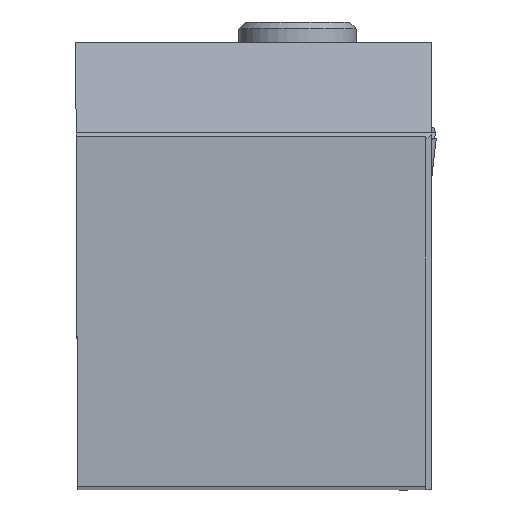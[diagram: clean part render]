
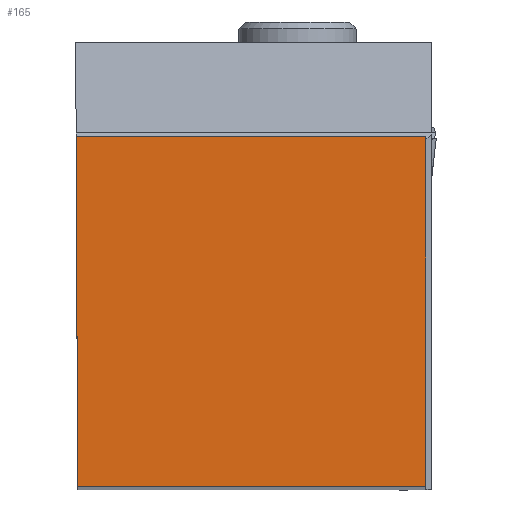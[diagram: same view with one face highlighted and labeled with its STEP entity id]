
A CAD part, top view. The second image highlights one B-rep face of the part: STEP entity #165.
In plain terms, the highlighted planar face has unit normal (0, 0, 1).
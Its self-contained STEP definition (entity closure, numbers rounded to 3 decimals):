
#165=ADVANCED_FACE('BLANK_BOXF006',(#273),#216,.F.);
#216=PLANE('',#1329);
#273=FACE_OUTER_BOUND('',#332,.T.);
#332=EDGE_LOOP('',(#586,#587,#588,#589));
#586=ORIENTED_EDGE('',*,*,#915,.T.);
#587=ORIENTED_EDGE('',*,*,#916,.T.);
#588=ORIENTED_EDGE('',*,*,#917,.T.);
#589=ORIENTED_EDGE('',*,*,#909,.T.);
#765=VERTEX_POINT('',#2201);
#766=VERTEX_POINT('',#2203);
#769=VERTEX_POINT('',#2214);
#770=VERTEX_POINT('',#2216);
#909=EDGE_CURVE('',#766,#765,#1040,.T.);
#915=EDGE_CURVE('',#765,#769,#1046,.T.);
#916=EDGE_CURVE('',#769,#770,#1047,.T.);
#917=EDGE_CURVE('',#770,#766,#1048,.T.);
#1040=LINE('',#2202,#1169);
#1046=LINE('',#2213,#1175);
#1047=LINE('',#2215,#1176);
#1048=LINE('',#2217,#1177);
#1169=VECTOR('',#1557,1.);
#1175=VECTOR('',#1567,1.);
#1176=VECTOR('',#1568,1.);
#1177=VECTOR('',#1569,1.);
#1329=AXIS2_PLACEMENT_3D('',#2218,#1570,#1571);
#1557=DIRECTION('',(1.,0.,0.));
#1567=DIRECTION('',(0.,1.,0.));
#1568=DIRECTION('',(-1.,0.,0.));
#1569=DIRECTION('',(0.004,-1.,0.));
#1570=DIRECTION('',(0.,0.,-1.));
#1571=DIRECTION('',(0.,-1.,0.));
#2201=CARTESIAN_POINT('',(25.273,0.,0.));
#2202=CARTESIAN_POINT('',(-148.9,0.,0.));
#2203=CARTESIAN_POINT('',(0.11,0.,0.));
#2213=CARTESIAN_POINT('',(25.273,-148.9,0.));
#2214=CARTESIAN_POINT('',(25.273,25.273,0.));
#2215=CARTESIAN_POINT('',(148.9,25.273,0.));
#2216=CARTESIAN_POINT('',(0.,25.273,0.));
#2217=CARTESIAN_POINT('',(-0.539,148.899,0.));
#2218=CARTESIAN_POINT('',(25.685,-5.,0.));
